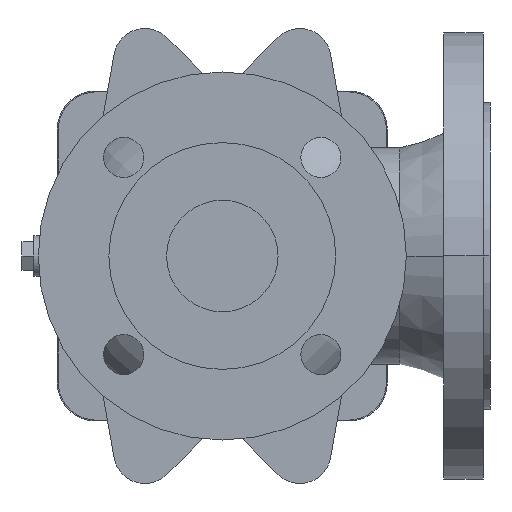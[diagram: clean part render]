
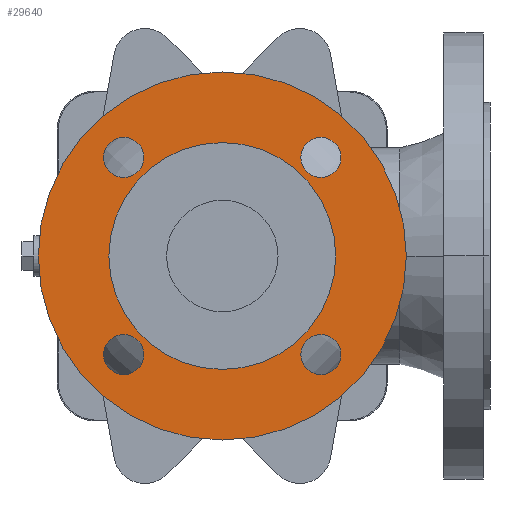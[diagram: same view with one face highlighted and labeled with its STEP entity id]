
A CAD part, front view. The second image highlights one B-rep face of the part: STEP entity #29640.
In plain terms, the highlighted planar face has unit normal (0, -1, 0).
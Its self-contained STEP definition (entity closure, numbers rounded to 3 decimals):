
#3050=CARTESIAN_POINT('',(50.85,3.,0.));
#3060=VERTEX_POINT('',#3050);
#3220=CARTESIAN_POINT('',(-50.85,3.,0.));
#3230=VERTEX_POINT('',#3220);
#3260=CARTESIAN_POINT('',(0.,3.,0.));
#3270=DIRECTION('',(0.,-1.,-0.));
#3280=DIRECTION('',(-1.,0.,0.));
#3290=AXIS2_PLACEMENT_3D('',#3260,#3270,#3280);
#3300=CIRCLE('',#3290,50.85);
#3310=EDGE_CURVE('',#3060,#3230,#3300,.T.);
#3450=CARTESIAN_POINT('',(-82.5,3.,0.));
#3460=VERTEX_POINT('',#3450);
#3510=CARTESIAN_POINT('',(0.,3.,0.));
#3520=DIRECTION('',(0.,-1.,-0.));
#3530=DIRECTION('',(-1.,0.,0.));
#3540=AXIS2_PLACEMENT_3D('',#3510,#3520,#3530);
#3550=CIRCLE('',#3540,82.5);
#3560=CARTESIAN_POINT('',(82.5,3.,0.));
#3570=VERTEX_POINT('',#3560);
#3580=EDGE_CURVE('',#3460,#3570,#3550,.T.);
#9470=CARTESIAN_POINT('',(-53.194,3.,-44.194));
#9480=VERTEX_POINT('',#9470);
#9640=CARTESIAN_POINT('',(-35.194,3.,-44.194));
#9650=VERTEX_POINT('',#9640);
#9680=CARTESIAN_POINT('',(-44.194,3.,-44.194));
#9690=DIRECTION('',(0.,1.,0.));
#9700=DIRECTION('',(-1.,0.,0.));
#9710=AXIS2_PLACEMENT_3D('',#9680,#9690,#9700);
#9720=CIRCLE('',#9710,9.);
#9730=EDGE_CURVE('',#9650,#9480,#9720,.T.);
#9890=CARTESIAN_POINT('',(-53.194,3.,44.194));
#9900=VERTEX_POINT('',#9890);
#9930=CARTESIAN_POINT('',(-44.194,3.,44.194));
#9940=DIRECTION('',(0.,1.,0.));
#9950=DIRECTION('',(-1.,0.,0.));
#9960=AXIS2_PLACEMENT_3D('',#9930,#9940,#9950);
#9970=CIRCLE('',#9960,9.);
#9980=CARTESIAN_POINT('',(-35.194,3.,44.194));
#9990=VERTEX_POINT('',#9980);
#10000=EDGE_CURVE('',#9900,#9990,#9970,.T.);
#10310=CARTESIAN_POINT('',(53.194,3.,44.194));
#10320=VERTEX_POINT('',#10310);
#10480=CARTESIAN_POINT('',(35.194,3.,44.194));
#10490=VERTEX_POINT('',#10480);
#10520=CARTESIAN_POINT('',(44.194,3.,44.194));
#10530=DIRECTION('',(0.,1.,0.));
#10540=DIRECTION('',(-1.,0.,0.));
#10550=AXIS2_PLACEMENT_3D('',#10520,#10530,#10540);
#10560=CIRCLE('',#10550,9.);
#10570=EDGE_CURVE('',#10490,#10320,#10560,.T.);
#10730=CARTESIAN_POINT('',(35.194,3.,-44.194));
#10740=VERTEX_POINT('',#10730);
#10770=CARTESIAN_POINT('',(44.194,3.,-44.194));
#10780=DIRECTION('',(0.,1.,0.));
#10790=DIRECTION('',(-1.,0.,0.));
#10800=AXIS2_PLACEMENT_3D('',#10770,#10780,#10790);
#10810=CIRCLE('',#10800,9.);
#10820=CARTESIAN_POINT('',(53.194,3.,-44.194));
#10830=VERTEX_POINT('',#10820);
#10840=EDGE_CURVE('',#10740,#10830,#10810,.T.);
#29290=CARTESIAN_POINT('',(-66.675,3.,0.));
#29300=DIRECTION('',(0.,-1.,-0.));
#29310=DIRECTION('',(-1.,0.,0.));
#29320=AXIS2_PLACEMENT_3D('',#29290,#29300,#29310);
#29330=PLANE('',#29320);
#29340=ORIENTED_EDGE('',*,*,#10840,.T.);
#29350=EDGE_CURVE('',#10830,#10740,#10810,.T.);
#29360=ORIENTED_EDGE('',*,*,#29350,.T.);
#29370=EDGE_LOOP('',(#29360,#29340));
#29380=FACE_BOUND('',#29370,.T.);
#29390=EDGE_CURVE('',#10320,#10490,#10560,.T.);
#29400=ORIENTED_EDGE('',*,*,#29390,.T.);
#29410=ORIENTED_EDGE('',*,*,#10570,.T.);
#29420=EDGE_LOOP('',(#29410,#29400));
#29430=FACE_BOUND('',#29420,.T.);
#29440=EDGE_CURVE('',#9990,#9900,#9970,.T.);
#29450=ORIENTED_EDGE('',*,*,#29440,.T.);
#29460=ORIENTED_EDGE('',*,*,#10000,.T.);
#29470=EDGE_LOOP('',(#29460,#29450));
#29480=FACE_BOUND('',#29470,.T.);
#29490=EDGE_CURVE('',#9480,#9650,#9720,.T.);
#29500=ORIENTED_EDGE('',*,*,#29490,.T.);
#29510=ORIENTED_EDGE('',*,*,#9730,.T.);
#29520=EDGE_LOOP('',(#29510,#29500));
#29530=FACE_BOUND('',#29520,.T.);
#29540=EDGE_CURVE('',#3230,#3060,#3300,.T.);
#29550=ORIENTED_EDGE('',*,*,#29540,.F.);
#29560=ORIENTED_EDGE('',*,*,#3310,.F.);
#29570=EDGE_LOOP('',(#29560,#29550));
#29580=FACE_BOUND('',#29570,.T.);
#29590=ORIENTED_EDGE('',*,*,#3580,.T.);
#29600=EDGE_CURVE('',#3570,#3460,#3550,.T.);
#29610=ORIENTED_EDGE('',*,*,#29600,.T.);
#29620=EDGE_LOOP('',(#29610,#29590));
#29630=FACE_OUTER_BOUND('',#29620,.T.);
#29640=ADVANCED_FACE('',(#29380,#29430,#29480,#29530,#29580,#29630),
#29330,.T.);
